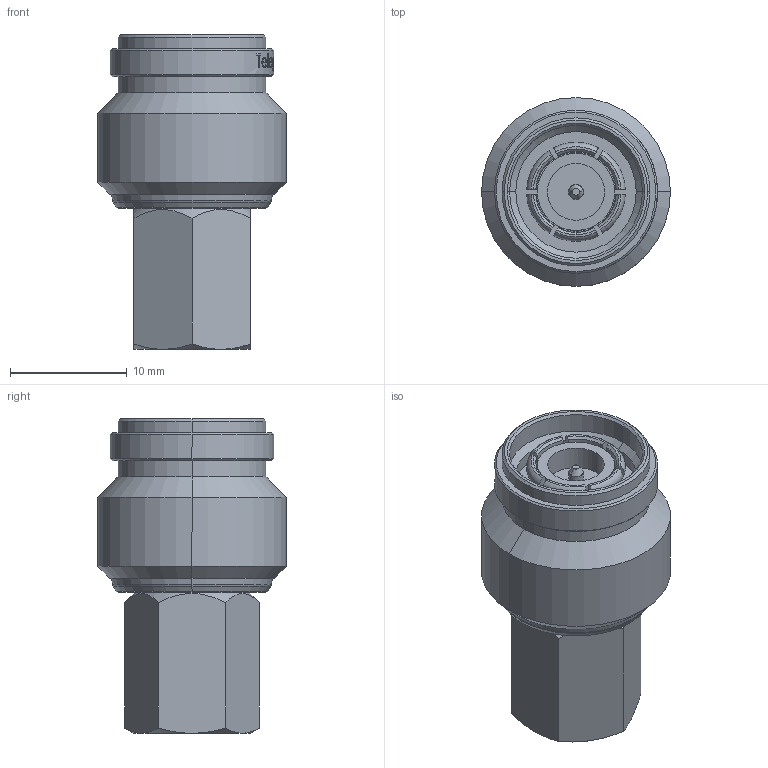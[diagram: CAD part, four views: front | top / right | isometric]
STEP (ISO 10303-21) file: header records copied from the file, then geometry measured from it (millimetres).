
FILE_DESCRIPTION (( 'STEP AP214' ), '1' );
FILE_NAME ('J01019A0004.STEP', '2018-11-16T12:28:35', ( '' ), ( '' ), 'SwSTEP 2.0', 'SolidWorks 2017', '' );
FILE_SCHEMA (( 'AUTOMOTIVE_DESIGN' ));
Length unit declared in the file: millimetre
Products named in the file (1): J01019A0004
Bounding box: 16.2 x 16.2 x 27 mm (x, y, z)
Volume: 3229.2 mm3; surface area: 1863.8 mm2
Topology: 1 solids, 1 shells, 283 faces, 713 edges, 462 vertices
Faces by surface type: plane 93, bspline 83, cylinder 54, cone 43, torus 8, sphere 2
Entity records: 17170 total; most frequent: CARTESIAN_POINT 8039, ORIENTED_EDGE 1422, DIRECTION 953, EDGE_CURVE 711, VERTEX_POINT 462, AXIS2_PLACEMENT_3D 370, EDGE_LOOP 315, B_SPLINE_CURVE_WITH_KNOTS 315
